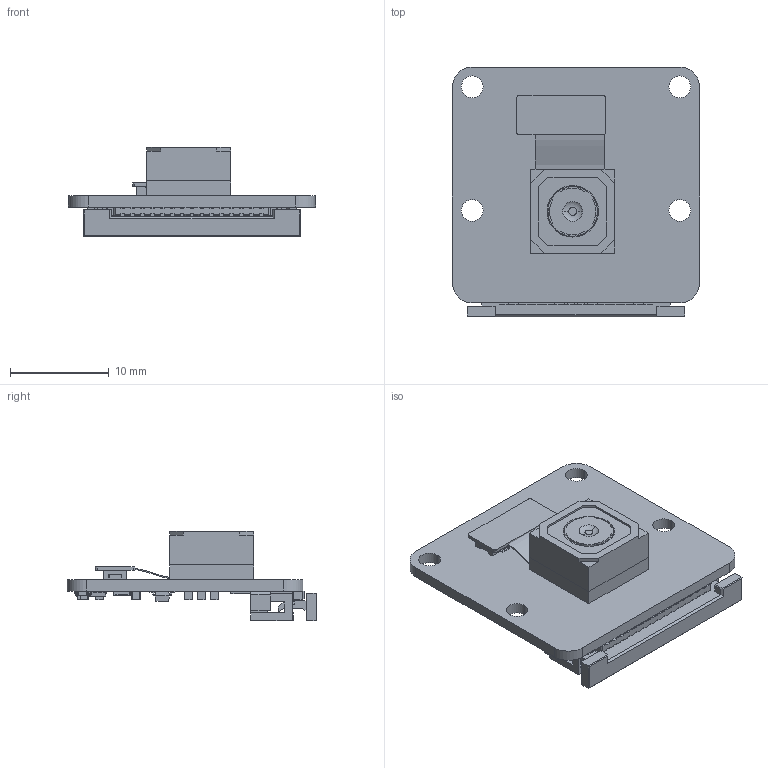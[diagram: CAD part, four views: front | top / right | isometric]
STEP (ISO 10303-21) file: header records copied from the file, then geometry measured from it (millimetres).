
FILE_DESCRIPTION (( 'STEP AP214' ), '1' );
FILE_NAME ('IMX 219(B0181).STEP', '2022-12-02T02:26:07', ( '' ), ( '' ), 'SwSTEP 2.0', 'SolidWorks 2021', '' );
FILE_SCHEMA (( 'AUTOMOTIVE_DESIGN' ));
Length unit declared in the file: millimetre
Products named in the file (1): IMX 219(B0181)
Bounding box: 25 x 25.27 x 9.04 mm (x, y, z)
Volume: 1313.9 mm3; surface area: 3048.7 mm2
Topology: 39 solids, 39 shells, 3659 faces, 9896 edges, 6196 vertices
Faces by surface type: plane 2370, cylinder 650, bspline 316, cone 120, sphere 116, torus 87
Entity records: 181540 total; most frequent: CARTESIAN_POINT 52310, ORIENTED_EDGE 19568, DIRECTION 16873, EDGE_CURVE 9784, LINE 7203, VECTOR 7203, VERTEX_POINT 6196, AXIS2_PLACEMENT_3D 4835
